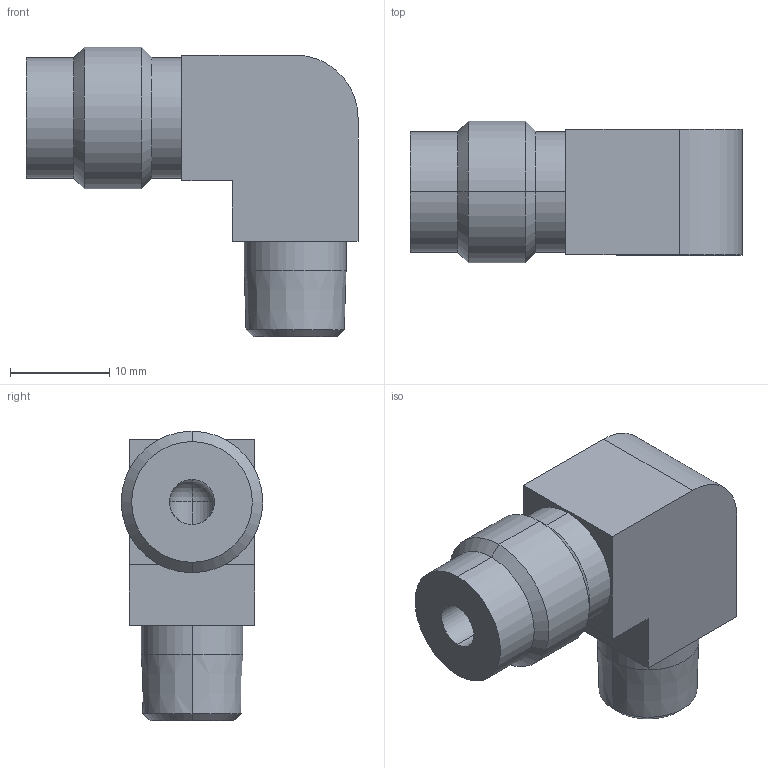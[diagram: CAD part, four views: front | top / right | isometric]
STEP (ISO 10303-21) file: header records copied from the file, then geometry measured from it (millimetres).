
FILE_DESCRIPTION(('starvars output'),'2;1');
FILE_NAME('cv20240327130343000014800.stp','13:03:43 2024/03/27',( 'Thomas Industrial Network Germany GmbH'),( 'Thomas Industrial Network Germany GmbH'),'unknown preprocess','ACIS' ,'unknown authorization');
FILE_SCHEMA(('AUTOMOTIVE_DESIGN_CC2 {UNKNOWN IMPLEMENTATION LEVEL}'));
Length unit declared in the file: millimetre
Products named in the file (1): PRODUCT_ID_1
Bounding box: 33.53 x 14.29 x 29.24 mm (x, y, z)
Volume: 5842.8 mm3; surface area: 3126.3 mm2
Topology: 1 solids, 1 shells, 33 faces, 74 edges, 43 vertices
Faces by surface type: cylinder 13, plane 10, cone 8, sphere 2
Entity records: 1120 total; most frequent: ORIENTED_EDGE 144, CARTESIAN_POINT 122, DIRECTION 119, EDGE_CURVE 72, VERTEX_POINT 43, AXIS2_PLACEMENT_3D 40, VECTOR 39, LINE 39
